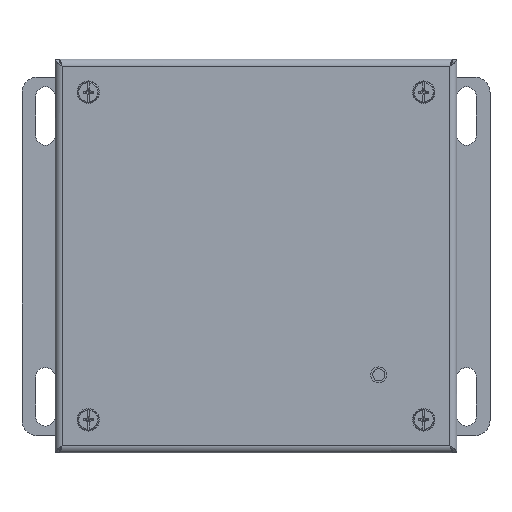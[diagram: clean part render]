
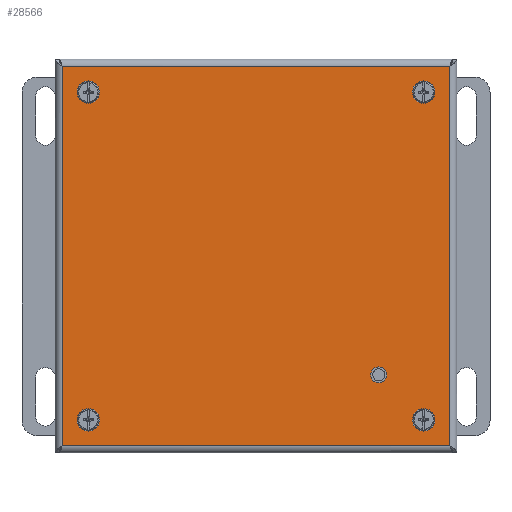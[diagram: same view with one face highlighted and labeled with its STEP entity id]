
A CAD part, top view. The second image highlights one B-rep face of the part: STEP entity #28566.
In plain terms, the highlighted planar face has unit normal (0, 0, 1).
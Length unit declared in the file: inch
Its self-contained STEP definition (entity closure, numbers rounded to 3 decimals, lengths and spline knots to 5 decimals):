
#186 = VERTEX_POINT ( 'NONE', #18973 ) ;
#352 = EDGE_LOOP ( 'NONE', ( #19294 ) ) ;
#446 = LINE ( 'NONE', #25157, #11559 ) ;
#512 = EDGE_CURVE ( 'NONE', #18673, #18673, #5644, .T. ) ;
#1510 = CARTESIAN_POINT ( 'NONE',  ( 6.28125, 6.15625, 4.135 ) ) ;
#1602 = ORIENTED_EDGE ( 'NONE', *, *, #10384, .T. ) ;
#2238 = ORIENTED_EDGE ( 'NONE', *, *, #23666, .T. ) ;
#2573 = ORIENTED_EDGE ( 'NONE', *, *, #13102, .T. ) ;
#3994 = PLANE ( 'NONE',  #8391 ) ;
#4627 = DIRECTION ( 'NONE',  ( 1., 0., 0. ) ) ;
#4691 = CARTESIAN_POINT ( 'NONE',  ( 0.508, 0.375, 4.135 ) ) ;
#4700 = CARTESIAN_POINT ( 'NONE',  ( 6.28125, -0.04425, 4.135 ) ) ;
#5644 = CIRCLE ( 'NONE', #30514, 0.133 ) ;
#5973 = CARTESIAN_POINT ( 'NONE',  ( -0.04425, 6.04425, 4.135 ) ) ;
#6081 = CARTESIAN_POINT ( 'NONE',  ( 5.883, 0.375, 4.135 ) ) ;
#6552 = EDGE_CURVE ( 'NONE', #14518, #14518, #25084, .T. ) ;
#6645 = FACE_BOUND ( 'NONE', #19807, .T. ) ;
#6866 = AXIS2_PLACEMENT_3D ( 'NONE', #24774, #9653, #30215 ) ;
#7095 = DIRECTION ( 'NONE',  ( 0., 0., -1. ) ) ;
#7332 = LINE ( 'NONE', #22599, #15685 ) ;
#8022 = DIRECTION ( 'NONE',  ( 0., 0., -1. ) ) ;
#8239 = EDGE_LOOP ( 'NONE', ( #29745 ) ) ;
#8257 = VERTEX_POINT ( 'NONE', #5973 ) ;
#8366 = DIRECTION ( 'NONE',  ( 1., 0., 0. ) ) ;
#8391 = AXIS2_PLACEMENT_3D ( 'NONE', #1510, #16757, #18908 ) ;
#8782 = FACE_BOUND ( 'NONE', #8239, .T. ) ;
#8923 = CARTESIAN_POINT ( 'NONE',  ( 6.28125, 6.04425, 4.135 ) ) ;
#9124 = EDGE_LOOP ( 'NONE', ( #13794 ) ) ;
#9251 = LINE ( 'NONE', #8923, #18248 ) ;
#9277 = FACE_OUTER_BOUND ( 'NONE', #9771, .T. ) ;
#9638 = ORIENTED_EDGE ( 'NONE', *, *, #9649, .T. ) ;
#9649 = EDGE_CURVE ( 'NONE', #16189, #8257, #9251, .T. ) ;
#9653 = DIRECTION ( 'NONE',  ( 0., 0., -1. ) ) ;
#9771 = EDGE_LOOP ( 'NONE', ( #1602, #17487, #9638, #2573 ) ) ;
#9986 = DIRECTION ( 'NONE',  ( 1., 0., 0. ) ) ;
#10384 = EDGE_CURVE ( 'NONE', #186, #21688, #32702, .T. ) ;
#11559 = VECTOR ( 'NONE', #22673, 39.37008 ) ;
#11832 = EDGE_LOOP ( 'NONE', ( #24935 ) ) ;
#12296 = VERTEX_POINT ( 'NONE', #17128 ) ;
#12311 = DIRECTION ( 'NONE',  ( 0., 0., -1. ) ) ;
#12488 = CIRCLE ( 'NONE', #16745, 0.133 ) ;
#13102 = EDGE_CURVE ( 'NONE', #8257, #186, #7332, .T. ) ;
#13422 = AXIS2_PLACEMENT_3D ( 'NONE', #26116, #15839, #8366 ) ;
#13794 = ORIENTED_EDGE ( 'NONE', *, *, #512, .T. ) ;
#13925 = FACE_BOUND ( 'NONE', #9124, .T. ) ;
#14518 = VERTEX_POINT ( 'NONE', #19660 ) ;
#14796 = VERTEX_POINT ( 'NONE', #4691 ) ;
#15685 = VECTOR ( 'NONE', #30216, 39.37008 ) ;
#15708 = AXIS2_PLACEMENT_3D ( 'NONE', #30751, #8022, #30905 ) ;
#15839 = DIRECTION ( 'NONE',  ( 0., 0., -1. ) ) ;
#16189 = VERTEX_POINT ( 'NONE', #17608 ) ;
#16745 = AXIS2_PLACEMENT_3D ( 'NONE', #24862, #7095, #4627 ) ;
#16757 = DIRECTION ( 'NONE',  ( 0., 0., 1. ) ) ;
#17128 = CARTESIAN_POINT ( 'NONE',  ( 0.508, 5.625, 4.135 ) ) ;
#17226 = EDGE_CURVE ( 'NONE', #32053, #32053, #17443, .T. ) ;
#17443 = CIRCLE ( 'NONE', #6866, 0.09655 ) ;
#17487 = ORIENTED_EDGE ( 'NONE', *, *, #28298, .T. ) ;
#17608 = CARTESIAN_POINT ( 'NONE',  ( 6.16925, 6.04425, 4.135 ) ) ;
#18248 = VECTOR ( 'NONE', #19380, 39.37008 ) ;
#18673 = VERTEX_POINT ( 'NONE', #6081 ) ;
#18908 = DIRECTION ( 'NONE',  ( 1., 0., 0. ) ) ;
#18973 = CARTESIAN_POINT ( 'NONE',  ( -0.04425, -0.04425, 4.135 ) ) ;
#19069 = FACE_BOUND ( 'NONE', #352, .T. ) ;
#19281 = CARTESIAN_POINT ( 'NONE',  ( 5.1278, 1.09375, 4.135 ) ) ;
#19294 = ORIENTED_EDGE ( 'NONE', *, *, #23224, .T. ) ;
#19380 = DIRECTION ( 'NONE',  ( -1., 0., 0. ) ) ;
#19660 = CARTESIAN_POINT ( 'NONE',  ( 5.883, 5.625, 4.135 ) ) ;
#19807 = EDGE_LOOP ( 'NONE', ( #2238 ) ) ;
#21688 = VERTEX_POINT ( 'NONE', #27628 ) ;
#22599 = CARTESIAN_POINT ( 'NONE',  ( -0.04425, 6.15625, 4.135 ) ) ;
#22673 = DIRECTION ( 'NONE',  ( 0., 1., 0. ) ) ;
#23224 = EDGE_CURVE ( 'NONE', #12296, #12296, #26288, .T. ) ;
#23666 = EDGE_CURVE ( 'NONE', #14796, #14796, #12488, .T. ) ;
#24301 = DIRECTION ( 'NONE',  ( 1., 0., 0. ) ) ;
#24774 = CARTESIAN_POINT ( 'NONE',  ( 5.03125, 1.09375, 4.135 ) ) ;
#24862 = CARTESIAN_POINT ( 'NONE',  ( 0.375, 0.375, 4.135 ) ) ;
#24935 = ORIENTED_EDGE ( 'NONE', *, *, #17226, .T. ) ;
#24944 = CARTESIAN_POINT ( 'NONE',  ( 5.75, 0.375, 4.135 ) ) ;
#25084 = CIRCLE ( 'NONE', #13422, 0.133 ) ;
#25157 = CARTESIAN_POINT ( 'NONE',  ( 6.16925, 6.15625, 4.135 ) ) ;
#26116 = CARTESIAN_POINT ( 'NONE',  ( 5.75, 5.625, 4.135 ) ) ;
#26288 = CIRCLE ( 'NONE', #15708, 0.133 ) ;
#27628 = CARTESIAN_POINT ( 'NONE',  ( 6.16925, -0.04425, 4.135 ) ) ;
#28298 = EDGE_CURVE ( 'NONE', #21688, #16189, #446, .T. ) ;
#28566 = ADVANCED_FACE ( 'NONE', ( #29358, #6645, #19069, #8782, #13925, #9277 ), #3994, .T. ) ;
#29358 = FACE_BOUND ( 'NONE', #11832, .T. ) ;
#29745 = ORIENTED_EDGE ( 'NONE', *, *, #6552, .T. ) ;
#29916 = VECTOR ( 'NONE', #9986, 39.37008 ) ;
#30215 = DIRECTION ( 'NONE',  ( 1., 0., 0. ) ) ;
#30216 = DIRECTION ( 'NONE',  ( 0., -1., 0. ) ) ;
#30514 = AXIS2_PLACEMENT_3D ( 'NONE', #24944, #12311, #24301 ) ;
#30751 = CARTESIAN_POINT ( 'NONE',  ( 0.375, 5.625, 4.135 ) ) ;
#30905 = DIRECTION ( 'NONE',  ( 1., 0., 0. ) ) ;
#32053 = VERTEX_POINT ( 'NONE', #19281 ) ;
#32702 = LINE ( 'NONE', #4700, #29916 ) ;
